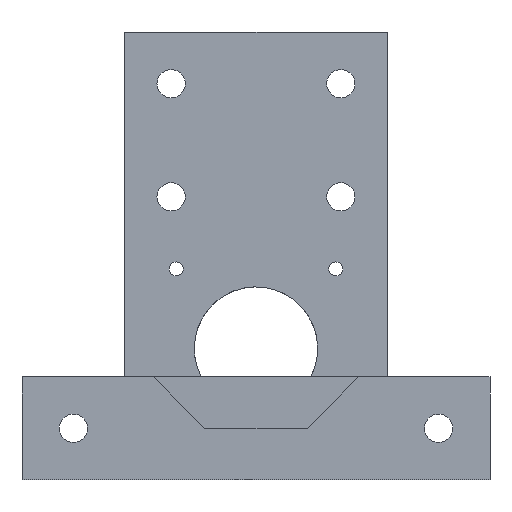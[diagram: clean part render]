
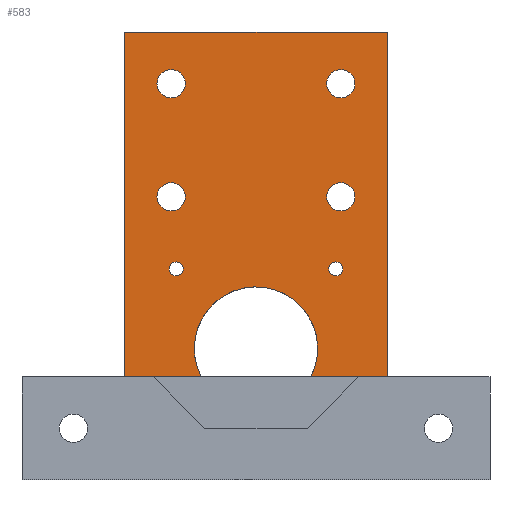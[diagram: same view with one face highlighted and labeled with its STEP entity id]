
A CAD part, front view. The second image highlights one B-rep face of the part: STEP entity #583.
In plain terms, the highlighted planar face has unit normal (0, -1, 0).
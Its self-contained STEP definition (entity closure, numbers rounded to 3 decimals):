
#34=FACE_BOUND('',#121,.T.);
#35=FACE_BOUND('',#122,.T.);
#36=FACE_BOUND('',#123,.T.);
#37=FACE_BOUND('',#124,.T.);
#38=FACE_BOUND('',#125,.T.);
#39=FACE_BOUND('',#126,.T.);
#56=CIRCLE('',#636,12.);
#57=CIRCLE('',#637,12.);
#58=CIRCLE('',#638,1.35);
#59=CIRCLE('',#639,1.35);
#60=CIRCLE('',#640,2.75);
#61=CIRCLE('',#641,2.75);
#62=CIRCLE('',#642,2.75);
#63=CIRCLE('',#643,2.75);
#86=FACE_OUTER_BOUND('',#120,.T.);
#120=EDGE_LOOP('',(#459,#460,#461,#462,#463,#464,#465));
#121=EDGE_LOOP('',(#466));
#122=EDGE_LOOP('',(#467));
#123=EDGE_LOOP('',(#468));
#124=EDGE_LOOP('',(#469));
#125=EDGE_LOOP('',(#470));
#126=EDGE_LOOP('',(#471));
#164=LINE('',#869,#219);
#166=LINE('',#873,#221);
#188=LINE('',#934,#243);
#189=LINE('',#936,#244);
#190=LINE('',#937,#245);
#219=VECTOR('',#692,10.);
#221=VECTOR('',#694,10.);
#243=VECTOR('',#756,10.);
#244=VECTOR('',#757,10.);
#245=VECTOR('',#758,10.);
#273=VERTEX_POINT('',#866);
#274=VERTEX_POINT('',#868);
#275=VERTEX_POINT('',#870);
#276=VERTEX_POINT('',#872);
#294=VERTEX_POINT('',#930);
#295=VERTEX_POINT('',#933);
#296=VERTEX_POINT('',#935);
#297=VERTEX_POINT('',#938);
#298=VERTEX_POINT('',#940);
#299=VERTEX_POINT('',#942);
#300=VERTEX_POINT('',#944);
#301=VERTEX_POINT('',#946);
#302=VERTEX_POINT('',#948);
#326=EDGE_CURVE('',#274,#273,#164,.T.);
#328=EDGE_CURVE('',#276,#275,#166,.T.);
#357=EDGE_CURVE('',#275,#294,#56,.T.);
#358=EDGE_CURVE('',#294,#274,#57,.T.);
#359=EDGE_CURVE('',#273,#295,#188,.T.);
#360=EDGE_CURVE('',#295,#296,#189,.T.);
#361=EDGE_CURVE('',#276,#296,#190,.T.);
#362=EDGE_CURVE('',#297,#297,#58,.T.);
#363=EDGE_CURVE('',#298,#298,#59,.T.);
#364=EDGE_CURVE('',#299,#299,#60,.T.);
#365=EDGE_CURVE('',#300,#300,#61,.T.);
#366=EDGE_CURVE('',#301,#301,#62,.T.);
#367=EDGE_CURVE('',#302,#302,#63,.T.);
#459=ORIENTED_EDGE('',*,*,#328,.T.);
#460=ORIENTED_EDGE('',*,*,#357,.T.);
#461=ORIENTED_EDGE('',*,*,#358,.T.);
#462=ORIENTED_EDGE('',*,*,#326,.T.);
#463=ORIENTED_EDGE('',*,*,#359,.T.);
#464=ORIENTED_EDGE('',*,*,#360,.T.);
#465=ORIENTED_EDGE('',*,*,#361,.F.);
#466=ORIENTED_EDGE('',*,*,#362,.T.);
#467=ORIENTED_EDGE('',*,*,#363,.T.);
#468=ORIENTED_EDGE('',*,*,#364,.T.);
#469=ORIENTED_EDGE('',*,*,#365,.T.);
#470=ORIENTED_EDGE('',*,*,#366,.T.);
#471=ORIENTED_EDGE('',*,*,#367,.T.);
#564=PLANE('',#635);
#583=ADVANCED_FACE('',(#86,#34,#35,#36,#37,#38,#39),#564,.T.);
#635=AXIS2_PLACEMENT_3D('',#929,#750,#751);
#636=AXIS2_PLACEMENT_3D('',#931,#752,#753);
#637=AXIS2_PLACEMENT_3D('',#932,#754,#755);
#638=AXIS2_PLACEMENT_3D('',#939,#759,#760);
#639=AXIS2_PLACEMENT_3D('',#941,#761,#762);
#640=AXIS2_PLACEMENT_3D('',#943,#763,#764);
#641=AXIS2_PLACEMENT_3D('',#945,#765,#766);
#642=AXIS2_PLACEMENT_3D('',#947,#767,#768);
#643=AXIS2_PLACEMENT_3D('',#949,#769,#770);
#692=DIRECTION('',(1.,0.,0.));
#694=DIRECTION('',(1.,0.,0.));
#750=DIRECTION('center_axis',(0.,-1.,0.));
#751=DIRECTION('ref_axis',(1.,0.,0.));
#752=DIRECTION('center_axis',(0.,1.,0.));
#753=DIRECTION('ref_axis',(1.,0.,0.));
#754=DIRECTION('center_axis',(0.,1.,0.));
#755=DIRECTION('ref_axis',(1.,0.,0.));
#756=DIRECTION('',(0.,0.,1.));
#757=DIRECTION('',(-1.,0.,0.));
#758=DIRECTION('',(0.,0.,1.));
#759=DIRECTION('center_axis',(0.,1.,0.));
#760=DIRECTION('ref_axis',(1.,0.,0.));
#761=DIRECTION('center_axis',(0.,1.,0.));
#762=DIRECTION('ref_axis',(1.,0.,0.));
#763=DIRECTION('center_axis',(0.,1.,0.));
#764=DIRECTION('ref_axis',(1.,0.,0.));
#765=DIRECTION('center_axis',(0.,1.,0.));
#766=DIRECTION('ref_axis',(1.,0.,0.));
#767=DIRECTION('center_axis',(0.,1.,0.));
#768=DIRECTION('ref_axis',(1.,0.,0.));
#769=DIRECTION('center_axis',(0.,1.,0.));
#770=DIRECTION('ref_axis',(1.,0.,0.));
#866=CARTESIAN_POINT('',(25.5,-40.3,-5.5));
#868=CARTESIAN_POINT('',(10.665,-40.3,-5.5));
#869=CARTESIAN_POINT('',(22.75,-40.3,-5.5));
#870=CARTESIAN_POINT('',(-10.665,-40.3,-5.5));
#872=CARTESIAN_POINT('',(-25.5,-40.3,-5.5));
#873=CARTESIAN_POINT('',(22.75,-40.3,-5.5));
#929=CARTESIAN_POINT('Origin',(0.,-40.3,0.));
#930=CARTESIAN_POINT('',(-12.,-40.3,0.));
#931=CARTESIAN_POINT('Origin',(0.,-40.3,0.));
#932=CARTESIAN_POINT('Origin',(0.,-40.3,0.));
#933=CARTESIAN_POINT('',(25.5,-40.3,61.5));
#934=CARTESIAN_POINT('',(25.5,-40.3,25.5));
#935=CARTESIAN_POINT('',(-25.5,-40.3,61.5));
#936=CARTESIAN_POINT('',(25.5,-40.3,61.5));
#937=CARTESIAN_POINT('',(-25.5,-40.3,25.5));
#938=CARTESIAN_POINT('',(14.15,-40.3,15.5));
#939=CARTESIAN_POINT('Origin',(15.5,-40.3,15.5));
#940=CARTESIAN_POINT('',(-16.85,-40.3,15.5));
#941=CARTESIAN_POINT('Origin',(-15.5,-40.3,15.5));
#942=CARTESIAN_POINT('',(13.75,-40.3,29.5));
#943=CARTESIAN_POINT('Origin',(16.5,-40.3,29.5));
#944=CARTESIAN_POINT('',(-19.25,-40.3,29.5));
#945=CARTESIAN_POINT('Origin',(-16.5,-40.3,29.5));
#946=CARTESIAN_POINT('',(13.75,-40.3,51.5));
#947=CARTESIAN_POINT('Origin',(16.5,-40.3,51.5));
#948=CARTESIAN_POINT('',(-19.25,-40.3,51.5));
#949=CARTESIAN_POINT('Origin',(-16.5,-40.3,51.5));
